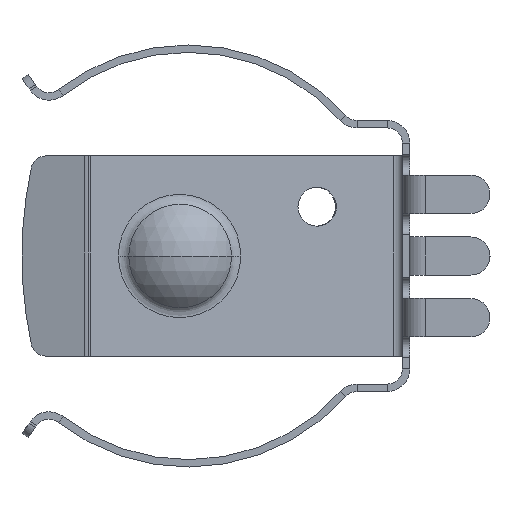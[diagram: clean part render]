
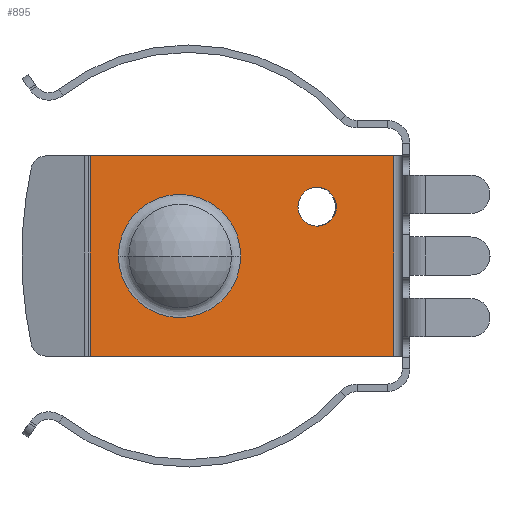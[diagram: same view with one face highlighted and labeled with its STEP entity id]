
A CAD part, left-side view. The second image highlights one B-rep face of the part: STEP entity #895.
In plain terms, the highlighted planar face has unit normal (-0.993, -0.118, 0).
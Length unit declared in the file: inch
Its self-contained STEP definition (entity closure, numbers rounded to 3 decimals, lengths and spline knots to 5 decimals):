
#50 = VERTEX_POINT ( 'NONE', #3047 ) ;
#88 = FACE_BOUND ( 'NONE', #3812, .T. ) ;
#177 = DIRECTION ( 'NONE',  ( -0.118, 0.993, 0. ) ) ;
#306 = EDGE_CURVE ( 'NONE', #1854, #50, #1018, .T. ) ;
#356 = CIRCLE ( 'NONE', #2219, 0.1 ) ;
#396 = DIRECTION ( 'NONE',  ( 0.118, -0.993, 0. ) ) ;
#505 = AXIS2_PLACEMENT_3D ( 'NONE', #3165, #2826, #1178 ) ;
#529 = EDGE_CURVE ( 'NONE', #2777, #1854, #1067, .T. ) ;
#614 = CARTESIAN_POINT ( 'NONE',  ( 0.27791, 0.02653, 0.1625 ) ) ;
#618 = AXIS2_PLACEMENT_3D ( 'NONE', #3376, #719, #2746 ) ;
#657 = CARTESIAN_POINT ( 'NONE',  ( 0.24844, 0.27479, 0. ) ) ;
#702 = DIRECTION ( 'NONE',  ( 0.118, -0.993, 0. ) ) ;
#707 = EDGE_CURVE ( 'NONE', #3157, #3280, #2276, .T. ) ;
#719 = DIRECTION ( 'NONE',  ( 0.993, 0.118, 0. ) ) ;
#895 = ADVANCED_FACE ( 'NONE', ( #2765, #88, #1794 ), #2728, .F. ) ;
#942 = DIRECTION ( 'NONE',  ( 0., 0., -1. ) ) ;
#945 = DIRECTION ( 'NONE',  ( -0.118, 0.993, 0. ) ) ;
#956 = DIRECTION ( 'NONE',  ( -0.118, 0.993, 0. ) ) ;
#1018 = LINE ( 'NONE', #2664, #1021 ) ;
#1021 = VECTOR ( 'NONE', #396, 39.37008 ) ;
#1067 = LINE ( 'NONE', #3721, #1383 ) ;
#1088 = CARTESIAN_POINT ( 'NONE',  ( 0.21944, 0.51905, 0.1625 ) ) ;
#1137 = CARTESIAN_POINT ( 'NONE',  ( 0.21944, 0.51905, 0.1625 ) ) ;
#1147 = CARTESIAN_POINT ( 'NONE',  ( 0.21944, 0.51905, -0.1625 ) ) ;
#1173 = CARTESIAN_POINT ( 'NONE',  ( 0.25946, 0.18194, 0.08 ) ) ;
#1178 = DIRECTION ( 'NONE',  ( -0.118, 0.993, 0. ) ) ;
#1271 = LINE ( 'NONE', #2584, #3124 ) ;
#1313 = DIRECTION ( 'NONE',  ( 0.993, 0.118, 0. ) ) ;
#1341 = VECTOR ( 'NONE', #702, 39.37008 ) ;
#1383 = VECTOR ( 'NONE', #2795, 39.37008 ) ;
#1600 = VERTEX_POINT ( 'NONE', #657 ) ;
#1647 = EDGE_CURVE ( 'NONE', #1600, #3077, #356, .T. ) ;
#1652 = CARTESIAN_POINT ( 'NONE',  ( 0.23665, 0.37409, 0. ) ) ;
#1794 = FACE_OUTER_BOUND ( 'NONE', #3708, .T. ) ;
#1854 = VERTEX_POINT ( 'NONE', #1147 ) ;
#1860 = EDGE_LOOP ( 'NONE', ( #4231, #2907 ) ) ;
#2219 = AXIS2_PLACEMENT_3D ( 'NONE', #1652, #2990, #956 ) ;
#2260 = ORIENTED_EDGE ( 'NONE', *, *, #4094, .F. ) ;
#2276 = CIRCLE ( 'NONE', #3387, 0.0315 ) ;
#2286 = CARTESIAN_POINT ( 'NONE',  ( 0.26317, 0.15066, 0.08 ) ) ;
#2366 = CIRCLE ( 'NONE', #3960, 0.0315 ) ;
#2485 = CARTESIAN_POINT ( 'NONE',  ( 0.26317, 0.15066, 0.08 ) ) ;
#2543 = EDGE_CURVE ( 'NONE', #3280, #3157, #2366, .T. ) ;
#2584 = CARTESIAN_POINT ( 'NONE',  ( 0.27791, 0.02653, 0.1625 ) ) ;
#2664 = CARTESIAN_POINT ( 'NONE',  ( 0.21944, 0.51905, -0.1625 ) ) ;
#2728 = PLANE ( 'NONE',  #618 ) ;
#2735 = LINE ( 'NONE', #1088, #1341 ) ;
#2746 = DIRECTION ( 'NONE',  ( -0.118, 0.993, 0. ) ) ;
#2755 = EDGE_CURVE ( 'NONE', #3077, #1600, #3617, .T. ) ;
#2765 = FACE_BOUND ( 'NONE', #1860, .T. ) ;
#2777 = VERTEX_POINT ( 'NONE', #1137 ) ;
#2795 = DIRECTION ( 'NONE',  ( 0., 0., -1. ) ) ;
#2826 = DIRECTION ( 'NONE',  ( 0.993, 0.118, 0. ) ) ;
#2907 = ORIENTED_EDGE ( 'NONE', *, *, #1647, .T. ) ;
#2990 = DIRECTION ( 'NONE',  ( 0.993, 0.118, 0. ) ) ;
#3047 = CARTESIAN_POINT ( 'NONE',  ( 0.27791, 0.02653, -0.1625 ) ) ;
#3077 = VERTEX_POINT ( 'NONE', #4010 ) ;
#3124 = VECTOR ( 'NONE', #942, 39.37008 ) ;
#3137 = DIRECTION ( 'NONE',  ( 0.993, 0.118, 0. ) ) ;
#3157 = VERTEX_POINT ( 'NONE', #1173 ) ;
#3165 = CARTESIAN_POINT ( 'NONE',  ( 0.23665, 0.37409, 0. ) ) ;
#3220 = VERTEX_POINT ( 'NONE', #614 ) ;
#3280 = VERTEX_POINT ( 'NONE', #3892 ) ;
#3362 = ORIENTED_EDGE ( 'NONE', *, *, #306, .T. ) ;
#3376 = CARTESIAN_POINT ( 'NONE',  ( 0.21944, 0.51905, 0.1625 ) ) ;
#3384 = EDGE_CURVE ( 'NONE', #2777, #3220, #2735, .T. ) ;
#3387 = AXIS2_PLACEMENT_3D ( 'NONE', #2485, #3137, #177 ) ;
#3392 = ORIENTED_EDGE ( 'NONE', *, *, #3384, .F. ) ;
#3617 = CIRCLE ( 'NONE', #505, 0.1 ) ;
#3708 = EDGE_LOOP ( 'NONE', ( #3362, #2260, #3392, #4148 ) ) ;
#3721 = CARTESIAN_POINT ( 'NONE',  ( 0.21944, 0.51905, 0.1625 ) ) ;
#3812 = EDGE_LOOP ( 'NONE', ( #4142, #4190 ) ) ;
#3892 = CARTESIAN_POINT ( 'NONE',  ( 0.26689, 0.11938, 0.08 ) ) ;
#3960 = AXIS2_PLACEMENT_3D ( 'NONE', #2286, #1313, #945 ) ;
#4010 = CARTESIAN_POINT ( 'NONE',  ( 0.22486, 0.47339, 0. ) ) ;
#4094 = EDGE_CURVE ( 'NONE', #3220, #50, #1271, .T. ) ;
#4142 = ORIENTED_EDGE ( 'NONE', *, *, #707, .T. ) ;
#4148 = ORIENTED_EDGE ( 'NONE', *, *, #529, .T. ) ;
#4190 = ORIENTED_EDGE ( 'NONE', *, *, #2543, .T. ) ;
#4231 = ORIENTED_EDGE ( 'NONE', *, *, #2755, .T. ) ;
